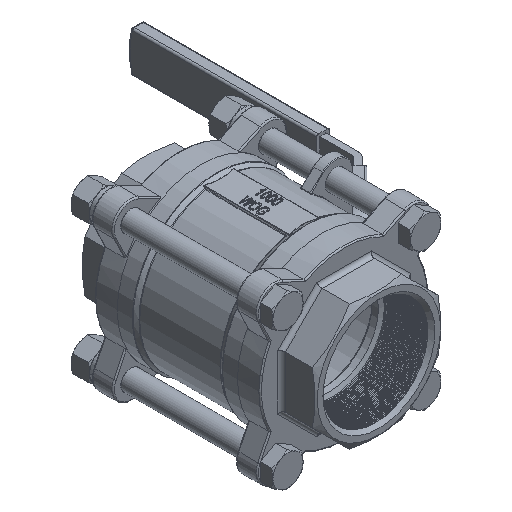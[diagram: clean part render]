
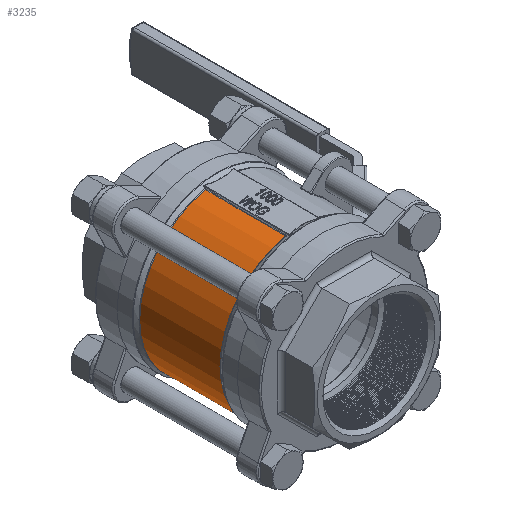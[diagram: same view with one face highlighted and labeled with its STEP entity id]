
A CAD part, isometric view. The second image highlights one B-rep face of the part: STEP entity #3235.
In plain terms, the highlighted cylindrical face has radius 65 mm (diameter 130 mm), a partial arc.
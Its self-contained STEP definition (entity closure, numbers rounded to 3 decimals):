
#3235=ADVANCED_FACE('',(#6663),#6664,.T.);
#6663=FACE_OUTER_BOUND('',#14652,.T.);
#6664=CYLINDRICAL_SURFACE('',#14653,65.0);
#14652=EDGE_LOOP('',(#39714,#39715,#39716,#39717,#39718,#39719));
#14653=AXIS2_PLACEMENT_3D('',#39720,#39721,#39722);
#39714=ORIENTED_EDGE('',*,*,#46769,.T.);
#39715=ORIENTED_EDGE('',*,*,#46659,.T.);
#39716=ORIENTED_EDGE('',*,*,#46770,.T.);
#39717=ORIENTED_EDGE('',*,*,#46771,.T.);
#39718=ORIENTED_EDGE('',*,*,#46633,.T.);
#39719=ORIENTED_EDGE('',*,*,#46772,.F.);
#39720=CARTESIAN_POINT('',(0.0,0.0,0.));
#39721=DIRECTION('',(0.0,0.,-1.0));
#39722=DIRECTION('',(0.0,1.0,0.));
#46633=EDGE_CURVE('',#52398,#52400,#52402,.F.);
#46659=EDGE_CURVE('',#52432,#52384,#52433,.F.);
#46769=EDGE_CURVE('',#52565,#52432,#52566,.F.);
#46770=EDGE_CURVE('',#52384,#52357,#52567,.T.);
#46771=EDGE_CURVE('',#52357,#52398,#52568,.F.);
#46772=EDGE_CURVE('',#52565,#52400,#52569,.T.);
#52357=VERTEX_POINT('',#61340);
#52384=VERTEX_POINT('',#61391);
#52398=VERTEX_POINT('',#61426);
#52400=VERTEX_POINT('',#61431);
#52402=ELLIPSE('',#61433,12173.886,65.0);
#52432=VERTEX_POINT('',#61487);
#52433=ELLIPSE('',#61488,12173.886,65.0);
#52565=VERTEX_POINT('',#61728);
#52566=ELLIPSE('',#61729,12173.886,65.0);
#52567=CIRCLE('',#61730,65.0);
#52568=ELLIPSE('',#61731,12173.886,65.0);
#52569=CIRCLE('',#61732,65.);
#61340=CARTESIAN_POINT('',(-12.724,63.742,31.918));
#61391=CARTESIAN_POINT('',(-12.724,-63.742,31.918));
#61426=CARTESIAN_POINT('',(-12.947,63.698,0.));
#61431=CARTESIAN_POINT('',(-12.724,63.742,-31.918));
#61433=AXIS2_PLACEMENT_3D('',#90933,#90934,#90935);
#61487=CARTESIAN_POINT('',(-12.947,-63.698,0.));
#61488=AXIS2_PLACEMENT_3D('',#90969,#90970,#90971);
#61728=CARTESIAN_POINT('',(-12.724,-63.742,-31.918));
#61729=AXIS2_PLACEMENT_3D('',#91111,#91112,#91113);
#61730=AXIS2_PLACEMENT_3D('',#91114,#91115,#91116);
#61731=AXIS2_PLACEMENT_3D('',#91117,#91118,#91119);
#61732=AXIS2_PLACEMENT_3D('',#91120,#91121,#91122);
#90933=CARTESIAN_POINT('',(0.0,0.,-8064.896));
#90934=DIRECTION('',(0.866,-0.5,0.005));
#90935=DIRECTION('',(0.005,-0.003,-1.));
#90969=CARTESIAN_POINT('',(0.0,0.,8064.896));
#90970=DIRECTION('',(0.866,0.5,-0.005));
#90971=DIRECTION('',(-0.005,-0.003,-1.));
#91111=CARTESIAN_POINT('',(0.0,0.,-8064.896));
#91112=DIRECTION('',(0.866,0.5,0.005));
#91113=DIRECTION('',(0.005,0.003,-1.));
#91114=CARTESIAN_POINT('',(0.0,0.0,31.918));
#91115=DIRECTION('',(0.0,0.,-1.0));
#91116=DIRECTION('',(0.0,1.0,0.));
#91117=CARTESIAN_POINT('',(0.0,0.,8064.896));
#91118=DIRECTION('',(0.866,-0.5,-0.005));
#91119=DIRECTION('',(-0.005,0.003,-1.));
#91120=CARTESIAN_POINT('',(0.0,0.0,-31.918));
#91121=DIRECTION('',(0.0,0.,-1.0));
#91122=DIRECTION('',(0.0,1.0,0.));
